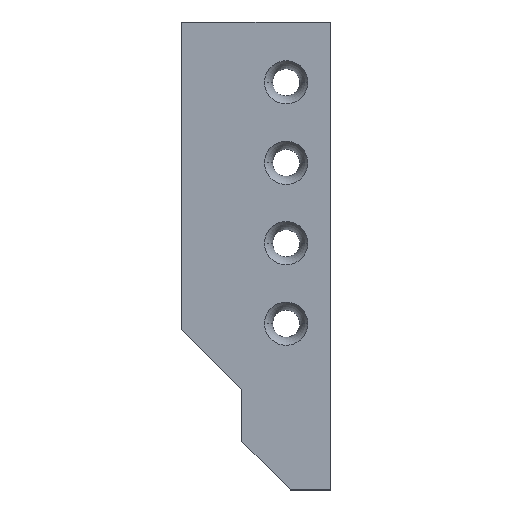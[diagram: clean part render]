
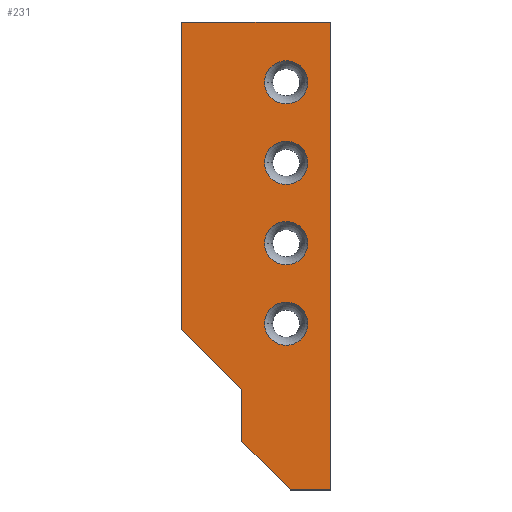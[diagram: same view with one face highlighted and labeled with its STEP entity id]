
A CAD part, top view. The second image highlights one B-rep face of the part: STEP entity #231.
In plain terms, the highlighted planar face has unit normal (0, 0, 1).
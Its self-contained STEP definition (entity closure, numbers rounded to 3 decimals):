
#2 = ORIENTED_EDGE ( 'NONE', *, *, #627, .T. ) ;
#7 = VERTEX_POINT ( 'NONE', #15 ) ;
#8 = AXIS2_PLACEMENT_3D ( 'NONE', #65, #58, #196 ) ;
#15 = CARTESIAN_POINT ( 'NONE',  ( 25.2, -45., 4.2 ) ) ;
#16 = DIRECTION ( 'NONE',  ( -1., 0., 0. ) ) ;
#22 = PLANE ( 'NONE',  #186 ) ;
#27 = DIRECTION ( 'NONE',  ( 0., 0., -1. ) ) ;
#34 = VECTOR ( 'NONE', #394, 1000. ) ;
#37 = EDGE_CURVE ( 'NONE', #131, #539, #96, .T. ) ;
#46 = VERTEX_POINT ( 'NONE', #389 ) ;
#49 = CIRCLE ( 'NONE', #645, 5.375 ) ;
#53 = EDGE_CURVE ( 'NONE', #625, #682, #841, .T. ) ;
#58 = DIRECTION ( 'NONE',  ( 0., 0., -1. ) ) ;
#59 = CARTESIAN_POINT ( 'NONE',  ( 56.575, -43.679, 4.2 ) ) ;
#61 = DIRECTION ( 'NONE',  ( 0., -1., 0. ) ) ;
#65 = CARTESIAN_POINT ( 'NONE',  ( 51.2, -23.679, 4.2 ) ) ;
#84 = ORIENTED_EDGE ( 'NONE', *, *, #37, .T. ) ;
#89 = DIRECTION ( 'NONE',  ( 1., 0., 0. ) ) ;
#94 = VECTOR ( 'NONE', #230, 1000. ) ;
#95 = CARTESIAN_POINT ( 'NONE',  ( 45.825, -43.679, 4.2 ) ) ;
#96 = CIRCLE ( 'NONE', #511, 5.375 ) ;
#100 = EDGE_LOOP ( 'NONE', ( #108, #362 ) ) ;
#108 = ORIENTED_EDGE ( 'NONE', *, *, #771, .T. ) ;
#112 = CIRCLE ( 'NONE', #591, 5.375 ) ;
#120 = DIRECTION ( 'NONE',  ( -1., 0., 0. ) ) ;
#121 = EDGE_CURVE ( 'NONE', #539, #131, #849, .T. ) ;
#123 = CARTESIAN_POINT ( 'NONE',  ( 45.825, 16.321, 4.2 ) ) ;
#129 = EDGE_CURVE ( 'NONE', #46, #687, #584, .T. ) ;
#131 = VERTEX_POINT ( 'NONE', #123 ) ;
#148 = VECTOR ( 'NONE', #697, 1000. ) ;
#153 = EDGE_CURVE ( 'NONE', #687, #551, #587, .T. ) ;
#157 = VECTOR ( 'NONE', #61, 1000. ) ;
#168 = DIRECTION ( 'NONE',  ( 0., 0., -1. ) ) ;
#169 = EDGE_CURVE ( 'NONE', #682, #625, #112, .T. ) ;
#179 = ORIENTED_EDGE ( 'NONE', *, *, #53, .T. ) ;
#182 = ORIENTED_EDGE ( 'NONE', *, *, #248, .T. ) ;
#186 = AXIS2_PLACEMENT_3D ( 'NONE', #229, #824, #89 ) ;
#192 = CARTESIAN_POINT ( 'NONE',  ( 51.2, 16.321, 4.2 ) ) ;
#195 = DIRECTION ( 'NONE',  ( -0.707, 0.707, 0. ) ) ;
#196 = DIRECTION ( 'NONE',  ( -1., 0., 0. ) ) ;
#211 = ORIENTED_EDGE ( 'NONE', *, *, #169, .T. ) ;
#222 = ORIENTED_EDGE ( 'NONE', *, *, #129, .T. ) ;
#223 = CARTESIAN_POINT ( 'NONE',  ( 51.2, -3.679, 4.2 ) ) ;
#225 = CARTESIAN_POINT ( 'NONE',  ( 62.2, -85., 4.2 ) ) ;
#229 = CARTESIAN_POINT ( 'NONE',  ( 0., 0., 4.2 ) ) ;
#230 = DIRECTION ( 'NONE',  ( 0.707, -0.707, 0. ) ) ;
#231 = ADVANCED_FACE ( 'NONE', ( #620, #281, #748, #806, #615 ), #22, .T. ) ;
#232 = CARTESIAN_POINT ( 'NONE',  ( 56.575, -23.679, 4.2 ) ) ;
#239 = VERTEX_POINT ( 'NONE', #95 ) ;
#247 = EDGE_LOOP ( 'NONE', ( #84, #426 ) ) ;
#248 = EDGE_CURVE ( 'NONE', #695, #573, #412, .T. ) ;
#255 = DIRECTION ( 'NONE',  ( -1., 0., 0. ) ) ;
#276 = CARTESIAN_POINT ( 'NONE',  ( 40.2, -60., 4.2 ) ) ;
#281 = FACE_BOUND ( 'NONE', #425, .T. ) ;
#287 = CARTESIAN_POINT ( 'NONE',  ( 51.2, -43.679, 4.2 ) ) ;
#295 = VECTOR ( 'NONE', #495, 1000. ) ;
#296 = DIRECTION ( 'NONE',  ( -1., 0., 0. ) ) ;
#319 = VERTEX_POINT ( 'NONE', #459 ) ;
#334 = EDGE_CURVE ( 'NONE', #319, #569, #848, .T. ) ;
#351 = CARTESIAN_POINT ( 'NONE',  ( 51.2, -23.679, 4.2 ) ) ;
#362 = ORIENTED_EDGE ( 'NONE', *, *, #530, .T. ) ;
#382 = CIRCLE ( 'NONE', #575, 5.375 ) ;
#388 = CARTESIAN_POINT ( 'NONE',  ( 25.2, 31.321, 4.2 ) ) ;
#389 = CARTESIAN_POINT ( 'NONE',  ( 52.2, -85., 4.2 ) ) ;
#391 = DIRECTION ( 'NONE',  ( 0., 0., -1. ) ) ;
#392 = VERTEX_POINT ( 'NONE', #59 ) ;
#394 = DIRECTION ( 'NONE',  ( 0., 1., 0. ) ) ;
#398 = CARTESIAN_POINT ( 'NONE',  ( 51.2, 16.321, 4.2 ) ) ;
#406 = DIRECTION ( 'NONE',  ( 0., 0., -1. ) ) ;
#407 = DIRECTION ( 'NONE',  ( -1., 0., 0. ) ) ;
#409 = ORIENTED_EDGE ( 'NONE', *, *, #334, .F. ) ;
#412 = CIRCLE ( 'NONE', #660, 5.375 ) ;
#425 = EDGE_LOOP ( 'NONE', ( #179, #211 ) ) ;
#426 = ORIENTED_EDGE ( 'NONE', *, *, #121, .T. ) ;
#449 = DIRECTION ( 'NONE',  ( 0., 0., -1. ) ) ;
#450 = EDGE_CURVE ( 'NONE', #7, #569, #820, .T. ) ;
#459 = CARTESIAN_POINT ( 'NONE',  ( 40.2, -73., 4.2 ) ) ;
#468 = CARTESIAN_POINT ( 'NONE',  ( 45.825, -3.679, 4.2 ) ) ;
#474 = CARTESIAN_POINT ( 'NONE',  ( 52.2, -85., 4.2 ) ) ;
#485 = VECTOR ( 'NONE', #844, 1000. ) ;
#488 = ORIENTED_EDGE ( 'NONE', *, *, #565, .F. ) ;
#495 = DIRECTION ( 'NONE',  ( 0., 1., 0. ) ) ;
#509 = CARTESIAN_POINT ( 'NONE',  ( 0., 31.321, 4.2 ) ) ;
#511 = AXIS2_PLACEMENT_3D ( 'NONE', #192, #449, #255 ) ;
#520 = CARTESIAN_POINT ( 'NONE',  ( 62.2, 31.321, 4.2 ) ) ;
#525 = LINE ( 'NONE', #655, #157 ) ;
#530 = EDGE_CURVE ( 'NONE', #392, #239, #49, .T. ) ;
#537 = DIRECTION ( 'NONE',  ( -1., 0., 0. ) ) ;
#539 = VERTEX_POINT ( 'NONE', #802 ) ;
#542 = CARTESIAN_POINT ( 'NONE',  ( 51.2, -3.679, 4.2 ) ) ;
#551 = VERTEX_POINT ( 'NONE', #520 ) ;
#565 = EDGE_CURVE ( 'NONE', #46, #319, #782, .T. ) ;
#569 = VERTEX_POINT ( 'NONE', #276 ) ;
#573 = VERTEX_POINT ( 'NONE', #468 ) ;
#575 = AXIS2_PLACEMENT_3D ( 'NONE', #542, #391, #537 ) ;
#577 = VERTEX_POINT ( 'NONE', #388 ) ;
#582 = EDGE_CURVE ( 'NONE', #573, #695, #382, .T. ) ;
#584 = LINE ( 'NONE', #779, #485 ) ;
#587 = LINE ( 'NONE', #847, #295 ) ;
#591 = AXIS2_PLACEMENT_3D ( 'NONE', #351, #755, #16 ) ;
#615 = FACE_OUTER_BOUND ( 'NONE', #772, .T. ) ;
#618 = ORIENTED_EDGE ( 'NONE', *, *, #839, .T. ) ;
#620 = FACE_BOUND ( 'NONE', #100, .T. ) ;
#622 = CARTESIAN_POINT ( 'NONE',  ( -9.9, -9.9, 4.2 ) ) ;
#625 = VERTEX_POINT ( 'NONE', #728 ) ;
#627 = EDGE_CURVE ( 'NONE', #577, #7, #525, .T. ) ;
#630 = ORIENTED_EDGE ( 'NONE', *, *, #450, .T. ) ;
#633 = EDGE_LOOP ( 'NONE', ( #789, #182 ) ) ;
#635 = LINE ( 'NONE', #509, #148 ) ;
#645 = AXIS2_PLACEMENT_3D ( 'NONE', #667, #406, #787 ) ;
#655 = CARTESIAN_POINT ( 'NONE',  ( 25.2, 0., 4.2 ) ) ;
#660 = AXIS2_PLACEMENT_3D ( 'NONE', #223, #27, #296 ) ;
#664 = DIRECTION ( 'NONE',  ( 0., 0., -1. ) ) ;
#667 = CARTESIAN_POINT ( 'NONE',  ( 51.2, -43.679, 4.2 ) ) ;
#668 = CARTESIAN_POINT ( 'NONE',  ( 56.575, -3.679, 4.2 ) ) ;
#682 = VERTEX_POINT ( 'NONE', #232 ) ;
#687 = VERTEX_POINT ( 'NONE', #225 ) ;
#695 = VERTEX_POINT ( 'NONE', #668 ) ;
#697 = DIRECTION ( 'NONE',  ( -1., 0., 0. ) ) ;
#702 = ORIENTED_EDGE ( 'NONE', *, *, #153, .T. ) ;
#711 = AXIS2_PLACEMENT_3D ( 'NONE', #287, #168, #407 ) ;
#728 = CARTESIAN_POINT ( 'NONE',  ( 45.825, -23.679, 4.2 ) ) ;
#746 = AXIS2_PLACEMENT_3D ( 'NONE', #398, #664, #120 ) ;
#748 = FACE_BOUND ( 'NONE', #633, .T. ) ;
#749 = VECTOR ( 'NONE', #195, 1000. ) ;
#755 = DIRECTION ( 'NONE',  ( 0., 0., -1. ) ) ;
#756 = CIRCLE ( 'NONE', #711, 5.375 ) ;
#771 = EDGE_CURVE ( 'NONE', #239, #392, #756, .T. ) ;
#772 = EDGE_LOOP ( 'NONE', ( #488, #222, #702, #618, #2, #630, #409 ) ) ;
#779 = CARTESIAN_POINT ( 'NONE',  ( 0., -85., 4.2 ) ) ;
#782 = LINE ( 'NONE', #474, #749 ) ;
#787 = DIRECTION ( 'NONE',  ( -1., 0., 0. ) ) ;
#789 = ORIENTED_EDGE ( 'NONE', *, *, #582, .T. ) ;
#802 = CARTESIAN_POINT ( 'NONE',  ( 56.575, 16.321, 4.2 ) ) ;
#806 = FACE_BOUND ( 'NONE', #247, .T. ) ;
#820 = LINE ( 'NONE', #622, #94 ) ;
#824 = DIRECTION ( 'NONE',  ( 0., 0., 1. ) ) ;
#839 = EDGE_CURVE ( 'NONE', #551, #577, #635, .T. ) ;
#841 = CIRCLE ( 'NONE', #8, 5.375 ) ;
#844 = DIRECTION ( 'NONE',  ( 1., 0., 0. ) ) ;
#845 = CARTESIAN_POINT ( 'NONE',  ( 40.2, 0., 4.2 ) ) ;
#847 = CARTESIAN_POINT ( 'NONE',  ( 62.2, 0., 4.2 ) ) ;
#848 = LINE ( 'NONE', #845, #34 ) ;
#849 = CIRCLE ( 'NONE', #746, 5.375 ) ;
